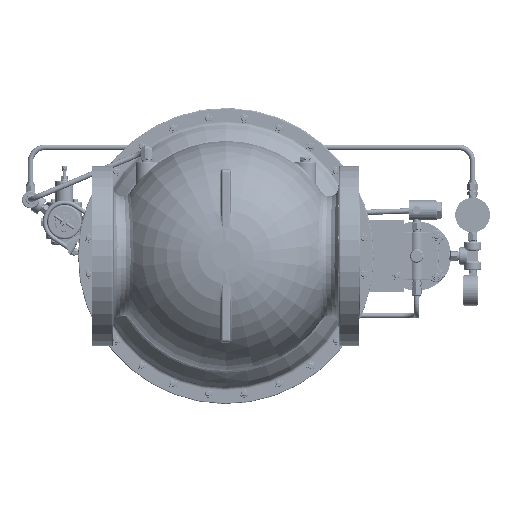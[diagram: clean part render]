
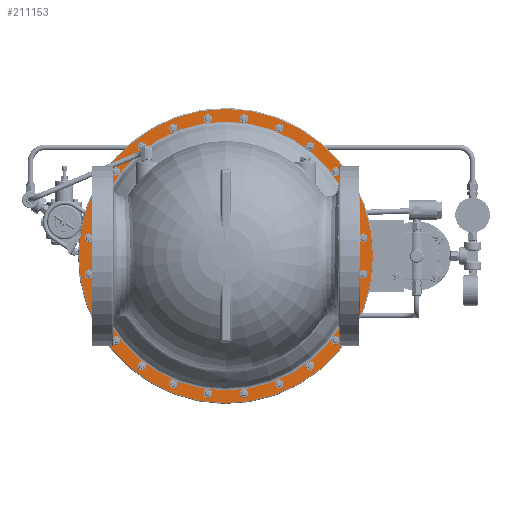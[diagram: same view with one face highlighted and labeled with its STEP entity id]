
A CAD part, front view. The second image highlights one B-rep face of the part: STEP entity #211153.
In plain terms, the highlighted planar face has unit normal (0, -1, 0).
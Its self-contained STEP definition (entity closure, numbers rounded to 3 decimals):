
#3931 = AXIS2_PLACEMENT_3D ( 'NONE', #62055, #247783, #196180 ) ;
#21468 = AXIS2_PLACEMENT_3D ( 'NONE', #206029, #128159, #310312 ) ;
#32968 = CARTESIAN_POINT ( 'NONE',  ( 0., 13.125, 9.317 ) ) ;
#38883 = VERTEX_POINT ( 'NONE', #288921 ) ;
#40186 = DIRECTION ( 'NONE',  ( 0., 0., -1. ) ) ;
#43224 = FACE_OUTER_BOUND ( 'NONE', #128763, .T. ) ;
#43558 = EDGE_CURVE ( 'NONE', #177153, #38883, #63587, .T. ) ;
#45163 = DIRECTION ( 'NONE',  ( 0., 0., -1. ) ) ;
#47425 = CARTESIAN_POINT ( 'NONE',  ( 0., 13.125, 0. ) ) ;
#61735 = EDGE_LOOP ( 'NONE', ( #315700, #118851 ) ) ;
#62055 = CARTESIAN_POINT ( 'NONE',  ( 10.188, 13.125, 0. ) ) ;
#63587 = CIRCLE ( 'NONE', #293488, 10.188 ) ;
#94156 = DIRECTION ( 'NONE',  ( 0., 0., -1. ) ) ;
#100229 = DIRECTION ( 'NONE',  ( 0., -1., 0. ) ) ;
#118851 = ORIENTED_EDGE ( 'NONE', *, *, #189330, .F. ) ;
#121918 = CARTESIAN_POINT ( 'NONE',  ( 0., 13.125, -9.317 ) ) ;
#128159 = DIRECTION ( 'NONE',  ( 0., -1., 0. ) ) ;
#128763 = EDGE_LOOP ( 'NONE', ( #146655, #216225 ) ) ;
#133309 = PLANE ( 'NONE',  #3931 ) ;
#144635 = CARTESIAN_POINT ( 'NONE',  ( 0., 13.125, 0. ) ) ;
#145333 = VERTEX_POINT ( 'NONE', #32968 ) ;
#146655 = ORIENTED_EDGE ( 'NONE', *, *, #288335, .T. ) ;
#157918 = CIRCLE ( 'NONE', #318656, 9.317 ) ;
#177153 = VERTEX_POINT ( 'NONE', #237074 ) ;
#185639 = VERTEX_POINT ( 'NONE', #121918 ) ;
#189330 = EDGE_CURVE ( 'NONE', #145333, #185639, #157918, .T. ) ;
#196180 = DIRECTION ( 'NONE',  ( 0., 0., 1. ) ) ;
#199540 = CARTESIAN_POINT ( 'NONE',  ( 0., 13.125, 0. ) ) ;
#206029 = CARTESIAN_POINT ( 'NONE',  ( 0., 13.125, 0. ) ) ;
#211153 = ADVANCED_FACE ( 'NONE', ( #305674, #43224 ), #133309, .F. ) ;
#214368 = AXIS2_PLACEMENT_3D ( 'NONE', #144635, #251204, #94156 ) ;
#216225 = ORIENTED_EDGE ( 'NONE', *, *, #43558, .T. ) ;
#229131 = CIRCLE ( 'NONE', #21468, 10.188 ) ;
#237074 = CARTESIAN_POINT ( 'NONE',  ( 0., 13.125, 10.188 ) ) ;
#247783 = DIRECTION ( 'NONE',  ( 0., 1., 0. ) ) ;
#251204 = DIRECTION ( 'NONE',  ( 0., -1., 0. ) ) ;
#276287 = DIRECTION ( 'NONE',  ( 0., -1., 0. ) ) ;
#288335 = EDGE_CURVE ( 'NONE', #38883, #177153, #229131, .T. ) ;
#288921 = CARTESIAN_POINT ( 'NONE',  ( 0., 13.125, -10.188 ) ) ;
#290417 = CIRCLE ( 'NONE', #214368, 9.317 ) ;
#293488 = AXIS2_PLACEMENT_3D ( 'NONE', #47425, #100229, #45163 ) ;
#305674 = FACE_BOUND ( 'NONE', #61735, .T. ) ;
#310312 = DIRECTION ( 'NONE',  ( 0., 0., -1. ) ) ;
#315700 = ORIENTED_EDGE ( 'NONE', *, *, #335025, .F. ) ;
#318656 = AXIS2_PLACEMENT_3D ( 'NONE', #199540, #276287, #40186 ) ;
#335025 = EDGE_CURVE ( 'NONE', #185639, #145333, #290417, .T. ) ;
